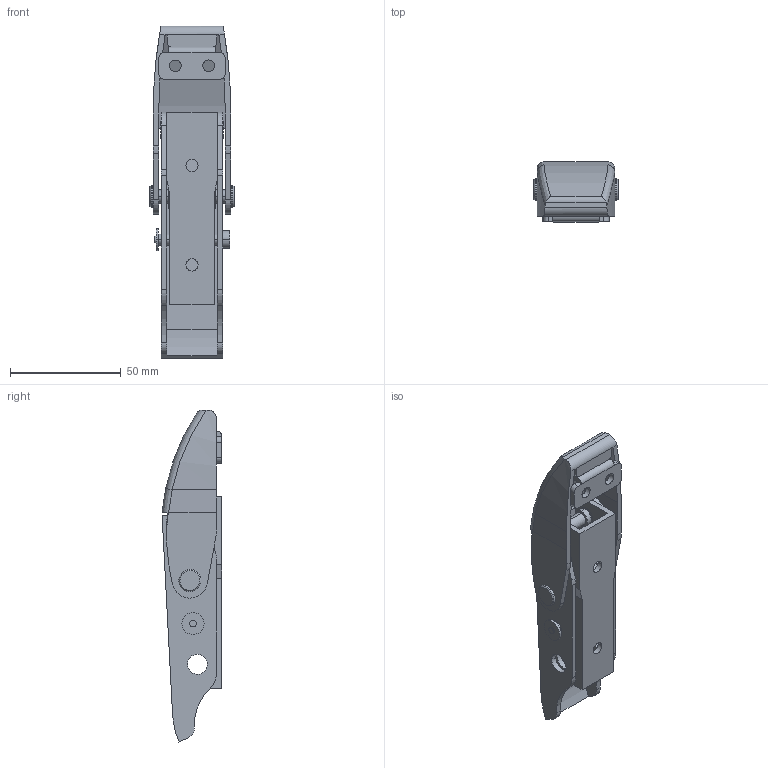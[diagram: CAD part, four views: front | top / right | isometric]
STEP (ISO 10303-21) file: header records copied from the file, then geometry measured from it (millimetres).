
FILE_DESCRIPTION (( 'STEP AP203' ), '1' );
FILE_NAME ('C-1321-1.STEP', '2008-12-22T07:01:44', ( ' ' ), ( ' ' ), 'SwSTEP 2.0', 'SolidWorks 2007', '' );
FILE_SCHEMA (( 'CONFIG_CONTROL_DESIGN' ));
Length unit declared in the file: millimetre
Products named in the file (8): C-1321-1レバープレート___ﾃﾞﾌｫﾙﾄ; C-1321-1フックプレート___ﾃﾞﾌｫﾙﾄ; C-1321-1; C-1321-1ガイドリング・ピン__ﾃﾞﾌｫﾙﾄ; C-1321-1僗僩僢僷乕僺儞__棉太倌; C-1321-1取り付けベース_ﾃﾞﾌｫﾙﾄ; C-1321-1僈僀僪僺儞A__棉太倌; C-1321-1庴偗__棉太倌
Assembly tree (7 placements, depth 2):
  C-1321-1
    C-1321-1フックプレート___ﾃﾞﾌｫﾙﾄ
    C-1321-1庴偗__棉太倌
    C-1321-1僈僀僪僺儞A__棉太倌
    C-1321-1ガイドリング・ピン__ﾃﾞﾌｫﾙﾄ
    C-1321-1取り付けベース_ﾃﾞﾌｫﾙﾄ
    C-1321-1レバープレート___ﾃﾞﾌｫﾙﾄ
    C-1321-1僗僩僢僷乕僺儞__棉太倌
Bounding box: 38 x 27.1 x 150 mm (x, y, z)
Volume: 42518.1 mm3; surface area: 37177.8 mm2
Topology: 7 solids, 7 shells, 251 faces, 636 edges, 414 vertices
Faces by surface type: cylinder 127, plane 106, cone 14, bspline 4
Entity records: 8786 total; most frequent: CARTESIAN_POINT 1653, DIRECTION 1374, ORIENTED_EDGE 1272, EDGE_CURVE 636, AXIS2_PLACEMENT_3D 511, VERTEX_POINT 414, LINE 352, VECTOR 352
